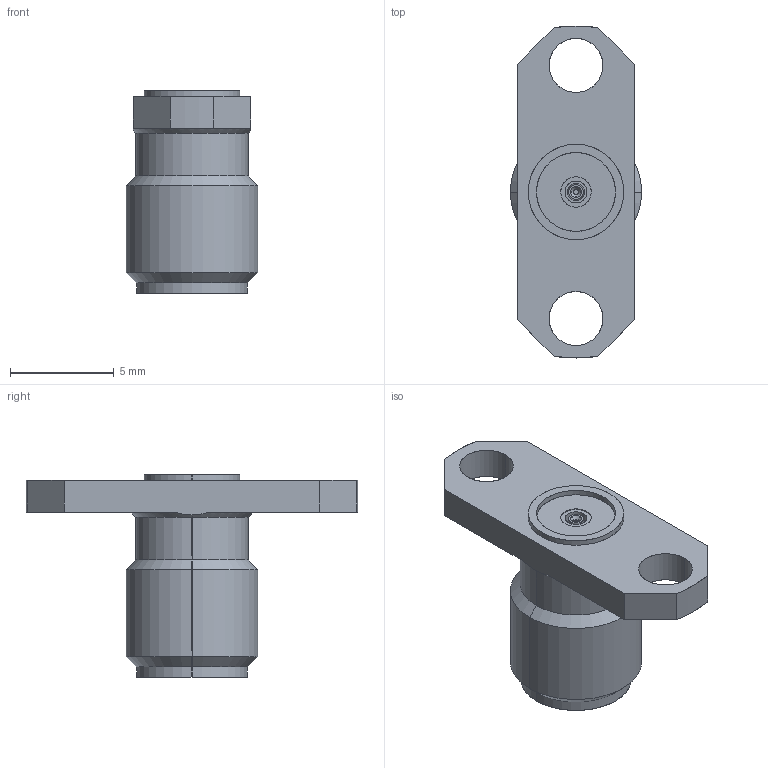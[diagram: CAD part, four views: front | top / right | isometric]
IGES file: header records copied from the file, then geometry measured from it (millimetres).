
Start section: SolidWorks IGES file using analytic representation for surfaces
Global section: file name: R125.465.010B.IGS; native system: SolidWorks 2014; preprocessor: SolidWorks 2014; author: RAYMOND_G; date: 140917.085136; units: millimetre
Bounding box: 6.33 x 16 x 9.76 mm (x, y, z)
Surface area: 425.4 mm2 (no closed solid volume)
Topology: 0 solids, 0 shells, 69 faces, 776 edges, 776 vertices
Faces by surface type: revolution 46, bspline 23
